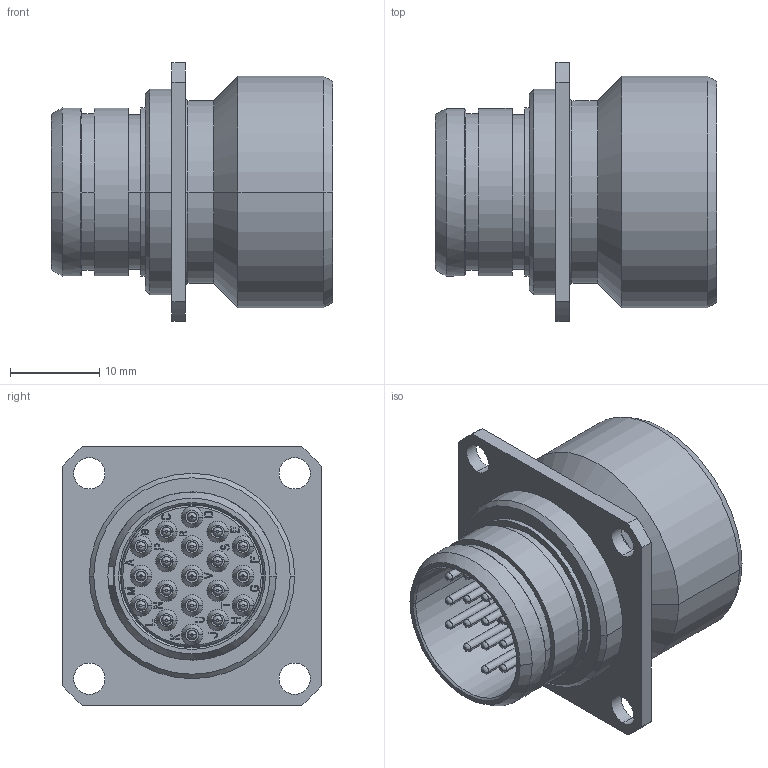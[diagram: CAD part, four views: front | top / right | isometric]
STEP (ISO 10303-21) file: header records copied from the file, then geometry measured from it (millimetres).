
FILE_DESCRIPTION((''),'2;1');
FILE_NAME('1332ER319MS','2024-07-30T14:30:30',('paultorloting'),('NET AG system integration'),'CREO PARAMETRIC BY PTC INC, 2021404','CREO PARAMETRIC BY PTC INC, 2021404','');
FILE_SCHEMA(('AUTOMOTIVE_DESIGN { 1 0 10303 214 1 1 1 1 }'));
Products named in the file (1): 1332ER319MS
Bounding box: 31.5 x 29 x 29 mm (x, y, z)
Volume: 6870 mm3; surface area: 9940 mm2
Topology: 1 solids, 1 shells, 2406 faces, 6410 edges, 4101 vertices
Faces by surface type: plane 1231, cylinder 804, bspline 177, cone 101, torus 93
Entity records: 98724 total; most frequent: CARTESIAN_POINT 23389, ORIENTED_EDGE 12820, DIRECTION 11471, EDGE_CURVE 6410, AXIS2_PLACEMENT_3D 4115, VERTEX_POINT 4101, VECTOR 3238, LINE 3238
